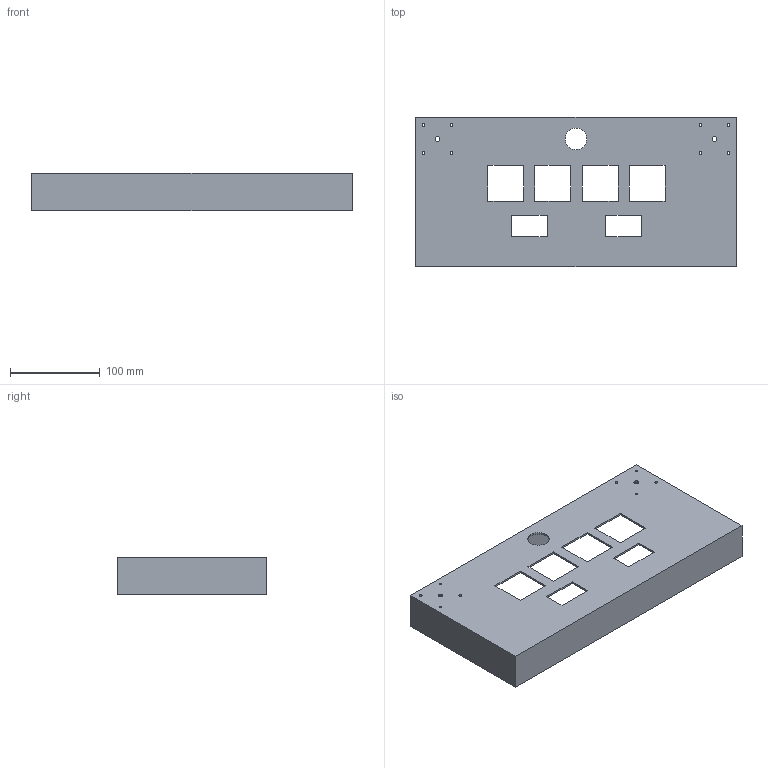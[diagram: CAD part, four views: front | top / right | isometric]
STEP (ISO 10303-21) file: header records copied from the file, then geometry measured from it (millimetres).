
FILE_DESCRIPTION(/* description */ (''),/* implementation_level */ '2;1');
FILE_NAME(/* name */ 'Shell v1.step',/* time_stamp */ '2024-09-30T10:03:47-04:00',/* author */ (''),/* organization */ (''),/* preprocessor_version */ 'ST-DEVELOPER v20',/* originating_system */ 'Autodesk Translation Framework v13.14.0.145',/* authorisation */ '');
FILE_SCHEMA (('AUTOMOTIVE_DESIGN { 1 0 10303 214 3 1 1 }'));
Length unit declared in the file: millimetre
Products named in the file (1): Shell
Bounding box: 356 x 166 x 42 mm (x, y, z)
Volume: 224279.1 mm3; surface area: 187249.8 mm2
Topology: 1 solids, 1 shells, 46 faces, 129 edges, 86 vertices
Faces by surface type: plane 35, cylinder 11
Full cylindrical faces by diameter (mm): 3 x8, 5.5 x2, 24 x1
Entity records: 1565 total; most frequent: CARTESIAN_POINT 262, ORIENTED_EDGE 258, DIRECTION 245, EDGE_CURVE 129, LINE 107, VECTOR 107, VERTEX_POINT 86, EDGE_LOOP 81
